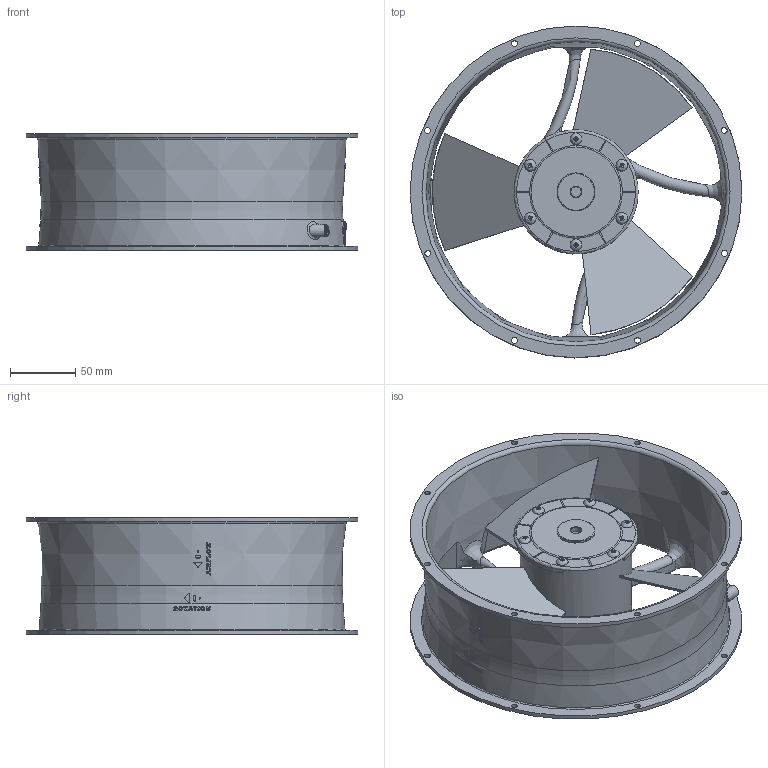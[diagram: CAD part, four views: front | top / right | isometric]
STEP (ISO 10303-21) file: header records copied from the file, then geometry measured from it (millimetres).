
FILE_DESCRIPTION( ( 'Unknown' ), '1' );
FILE_NAME( 'A25489(rough).stp', 'Unknown', ( 'Unknown' ), ( 'Unknown' ), 'PSStep 14.0', 'Unknown', ' ' );
FILE_SCHEMA( ( 'AUTOMOTIVE_DESIGN { 1 0 10303 214 1 1 1 1 }' ) );
Length unit declared in the file: millimetre
Products named in the file (1): STS-30410KS-S0 圓頭十字自攻螺釘 M4x10L
Bounding box: 254 x 254 x 89 mm (x, y, z)
Volume: 781622.2 mm3; surface area: 249410.2 mm2
Topology: 1 solids, 2 shells, 1076 faces, 2960 edges, 1879 vertices
Faces by surface type: bspline 298, plane 257, cylinder 217, extrusion 132, cone 87, torus 55, sphere 30
Full cylindrical faces by diameter (mm): 3.242 x1, 4 x6, 4.5 x16, 5 x6, 8 x2, 9 x1, 18 x1, 22 x1, 24 x1, 24.4 x1, 29 x1, 52.5 x1, 85.247 x1, 91.2 x1, 254 x1
Entity records: 67392 total; most frequent: CARTESIAN_POINT 36080, ORIENTED_EDGE 5432, DIRECTION 3377, EDGE_CURVE 2716, VERTEX_POINT 1787, B_SPLINE_CURVE_WITH_KNOTS 1494, EDGE_LOOP 1284, AXIS2_PLACEMENT_3D 1262
